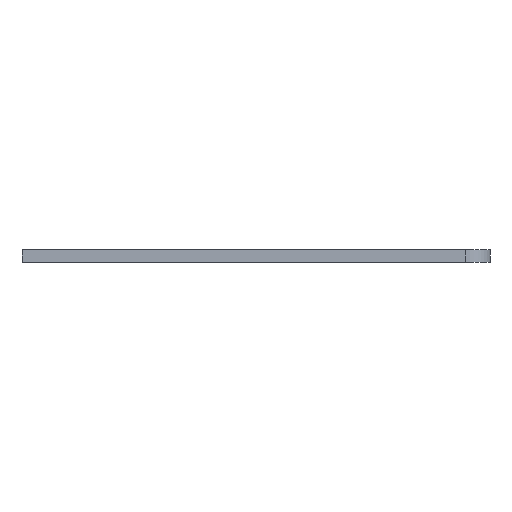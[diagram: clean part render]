
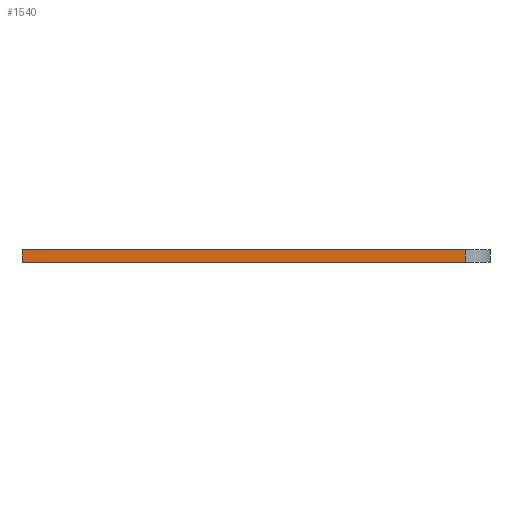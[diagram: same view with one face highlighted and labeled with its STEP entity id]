
A CAD part, front view. The second image highlights one B-rep face of the part: STEP entity #1540.
In plain terms, the highlighted planar face has unit normal (0, -1, 0).
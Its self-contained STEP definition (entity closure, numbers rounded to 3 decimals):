
#88=PLANE('',#1610);
#166=FACE_OUTER_BOUND('',#244,.T.);
#244=EDGE_LOOP('',(#1263,#1264,#1265,#1266));
#352=LINE('',#3011,#464);
#376=LINE('',#3074,#488);
#377=LINE('',#3076,#489);
#378=LINE('',#3077,#490);
#464=VECTOR('',#1770,10.);
#488=VECTOR('',#1830,10.);
#489=VECTOR('',#1833,10.);
#490=VECTOR('',#1834,10.);
#711=VERTEX_POINT('',#3007);
#713=VERTEX_POINT('',#3010);
#733=VERTEX_POINT('',#3070);
#734=VERTEX_POINT('',#3072);
#928=EDGE_CURVE('',#711,#713,#352,.T.);
#960=EDGE_CURVE('',#733,#734,#376,.T.);
#961=EDGE_CURVE('',#711,#733,#377,.T.);
#962=EDGE_CURVE('',#713,#734,#378,.T.);
#1263=ORIENTED_EDGE('',*,*,#961,.T.);
#1264=ORIENTED_EDGE('',*,*,#960,.T.);
#1265=ORIENTED_EDGE('',*,*,#962,.F.);
#1266=ORIENTED_EDGE('',*,*,#928,.F.);
#1540=ADVANCED_FACE('',(#166),#88,.T.);
#1610=AXIS2_PLACEMENT_3D('',#3075,#1831,#1832);
#1770=DIRECTION('',(0.,0.,1.));
#1830=DIRECTION('',(0.,0.,1.));
#1831=DIRECTION('center_axis',(0.,-1.,0.));
#1832=DIRECTION('ref_axis',(1.,0.,0.));
#1833=DIRECTION('',(1.,0.,0.));
#1834=DIRECTION('',(1.,0.,0.));
#3007=CARTESIAN_POINT('',(-38.,-77.85,1.35));
#3010=CARTESIAN_POINT('',(-38.,-77.85,2.35));
#3011=CARTESIAN_POINT('',(-38.,-77.85,1.35));
#3070=CARTESIAN_POINT('',(-2.,-77.85,1.35));
#3072=CARTESIAN_POINT('',(-2.,-77.85,2.35));
#3074=CARTESIAN_POINT('',(-2.,-77.85,1.35));
#3075=CARTESIAN_POINT('Origin',(-38.,-77.85,1.35));
#3076=CARTESIAN_POINT('',(-38.,-77.85,1.35));
#3077=CARTESIAN_POINT('',(-38.,-77.85,2.35));
